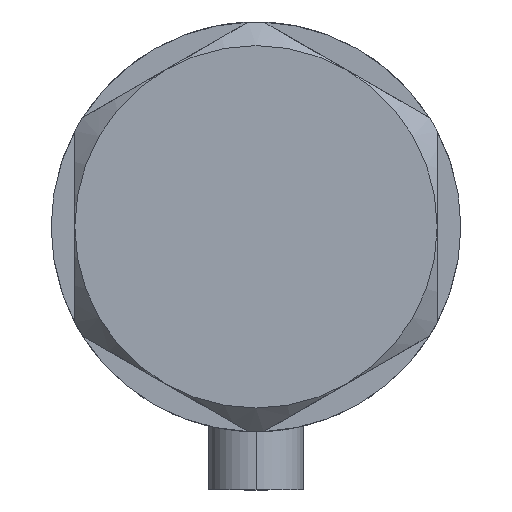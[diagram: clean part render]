
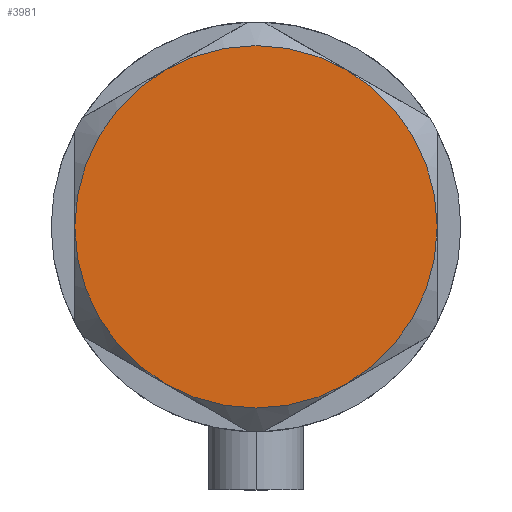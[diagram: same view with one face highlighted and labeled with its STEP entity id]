
A CAD part, left-side view. The second image highlights one B-rep face of the part: STEP entity #3981.
In plain terms, the highlighted face is planar.
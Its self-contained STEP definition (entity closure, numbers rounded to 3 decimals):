
#116 = EDGE_CURVE ( 'NONE', #3375, #1487, #2245, .T. ) ;
#265 = ORIENTED_EDGE ( 'NONE', *, *, #778, .T. ) ;
#269 = DIRECTION ( 'NONE',  ( 1., 0., 0. ) ) ;
#285 = DIRECTION ( 'NONE',  ( 1., 0., 0. ) ) ;
#303 = EDGE_CURVE ( 'NONE', #728, #2152, #1927, .T. ) ;
#476 = DIRECTION ( 'NONE',  ( 1., 0., 0. ) ) ;
#543 = DIRECTION ( 'NONE',  ( 0., 0., 1. ) ) ;
#619 = AXIS2_PLACEMENT_3D ( 'NONE', #801, #3240, #3950 ) ;
#661 = ORIENTED_EDGE ( 'NONE', *, *, #2231, .T. ) ;
#728 = VERTEX_POINT ( 'NONE', #3544 ) ;
#778 = EDGE_CURVE ( 'NONE', #3678, #3088, #995, .T. ) ;
#801 = CARTESIAN_POINT ( 'NONE',  ( 0., 0., 9. ) ) ;
#849 = ORIENTED_EDGE ( 'NONE', *, *, #1201, .T. ) ;
#938 = PLANE ( 'NONE',  #619 ) ;
#971 = CARTESIAN_POINT ( 'NONE',  ( 0., 0., 9. ) ) ;
#995 = CIRCLE ( 'NONE', #2486, 23. ) ;
#1201 = EDGE_CURVE ( 'NONE', #1487, #728, #1373, .T. ) ;
#1244 = DIRECTION ( 'NONE',  ( 1., 0., 0. ) ) ;
#1292 = DIRECTION ( 'NONE',  ( 1., 0., 0. ) ) ;
#1302 = FACE_OUTER_BOUND ( 'NONE', #4545, .T. ) ;
#1373 = CIRCLE ( 'NONE', #4201, 23. ) ;
#1384 = AXIS2_PLACEMENT_3D ( 'NONE', #971, #2775, #1244 ) ;
#1454 = DIRECTION ( 'NONE',  ( 0., 0., 1. ) ) ;
#1487 = VERTEX_POINT ( 'NONE', #2615 ) ;
#1510 = ORIENTED_EDGE ( 'NONE', *, *, #1969, .T. ) ;
#1751 = CARTESIAN_POINT ( 'NONE',  ( 0., 0., 9. ) ) ;
#1852 = CARTESIAN_POINT ( 'NONE',  ( 0., 0., 9. ) ) ;
#1904 = CARTESIAN_POINT ( 'NONE',  ( 23., 0., 9. ) ) ;
#1927 = CIRCLE ( 'NONE', #1995, 23. ) ;
#1969 = EDGE_CURVE ( 'NONE', #2152, #3678, #3512, .T. ) ;
#1995 = AXIS2_PLACEMENT_3D ( 'NONE', #2269, #3464, #476 ) ;
#2146 = CARTESIAN_POINT ( 'NONE',  ( 0., 0., 9. ) ) ;
#2152 = VERTEX_POINT ( 'NONE', #1904 ) ;
#2231 = EDGE_CURVE ( 'NONE', #3088, #3375, #3290, .T. ) ;
#2245 = CIRCLE ( 'NONE', #3042, 23. ) ;
#2269 = CARTESIAN_POINT ( 'NONE',  ( 0., 0., 9. ) ) ;
#2486 = AXIS2_PLACEMENT_3D ( 'NONE', #2146, #3664, #269 ) ;
#2508 = CARTESIAN_POINT ( 'NONE',  ( 11.5, 19.919, 9. ) ) ;
#2615 = CARTESIAN_POINT ( 'NONE',  ( -11.5, -19.919, 9. ) ) ;
#2775 = DIRECTION ( 'NONE',  ( 0., 0., 1. ) ) ;
#2874 = DIRECTION ( 'NONE',  ( 0., 0., 1. ) ) ;
#2891 = DIRECTION ( 'NONE',  ( 1., 0., 0. ) ) ;
#3042 = AXIS2_PLACEMENT_3D ( 'NONE', #1751, #1454, #2891 ) ;
#3088 = VERTEX_POINT ( 'NONE', #3806 ) ;
#3173 = CARTESIAN_POINT ( 'NONE',  ( 0., 0., 9. ) ) ;
#3177 = CARTESIAN_POINT ( 'NONE',  ( -23., 0., 9. ) ) ;
#3240 = DIRECTION ( 'NONE',  ( 0., 0., 1. ) ) ;
#3290 = CIRCLE ( 'NONE', #1384, 23. ) ;
#3375 = VERTEX_POINT ( 'NONE', #3177 ) ;
#3464 = DIRECTION ( 'NONE',  ( 0., 0., 1. ) ) ;
#3512 = CIRCLE ( 'NONE', #4772, 23. ) ;
#3544 = CARTESIAN_POINT ( 'NONE',  ( 11.5, -19.919, 9. ) ) ;
#3664 = DIRECTION ( 'NONE',  ( 0., 0., 1. ) ) ;
#3678 = VERTEX_POINT ( 'NONE', #2508 ) ;
#3806 = CARTESIAN_POINT ( 'NONE',  ( -11.5, 19.919, 9. ) ) ;
#3819 = ORIENTED_EDGE ( 'NONE', *, *, #303, .T. ) ;
#3950 = DIRECTION ( 'NONE',  ( 1., 0., 0. ) ) ;
#3981 = ADVANCED_FACE ( 'NONE', ( #1302 ), #938, .T. ) ;
#4042 = ORIENTED_EDGE ( 'NONE', *, *, #116, .T. ) ;
#4201 = AXIS2_PLACEMENT_3D ( 'NONE', #3173, #543, #1292 ) ;
#4545 = EDGE_LOOP ( 'NONE', ( #3819, #1510, #265, #661, #4042, #849 ) ) ;
#4772 = AXIS2_PLACEMENT_3D ( 'NONE', #1852, #2874, #285 ) ;
